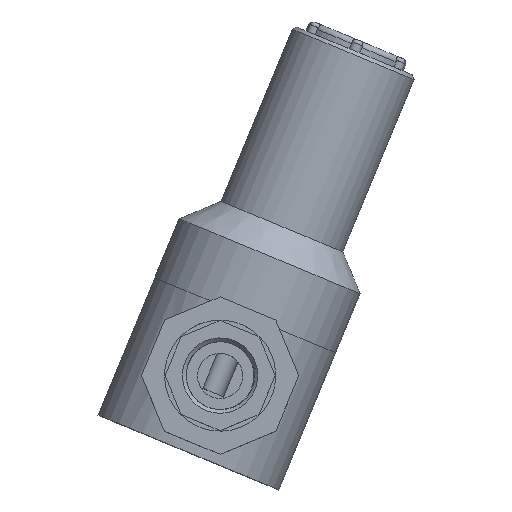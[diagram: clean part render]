
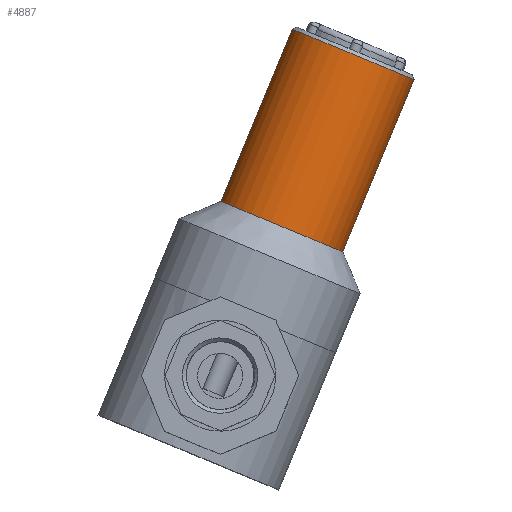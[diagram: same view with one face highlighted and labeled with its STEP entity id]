
A CAD part, top view. The second image highlights one B-rep face of the part: STEP entity #4887.
In plain terms, the highlighted cylindrical face has radius 17.5 mm (diameter 35 mm), a full revolution.
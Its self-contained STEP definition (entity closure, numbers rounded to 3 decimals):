
#171 = EDGE_LOOP ( 'NONE', ( #2921 ) ) ;
#299 = CARTESIAN_POINT ( 'NONE',  ( -22.915, 18.337, 17.5 ) ) ;
#307 = DIRECTION ( 'NONE',  ( -1., 0., 0. ) ) ;
#346 = AXIS2_PLACEMENT_3D ( 'NONE', #14402, #3032, #13161 ) ;
#1122 = AXIS2_PLACEMENT_3D ( 'NONE', #15498, #5688, #307 ) ;
#1238 = EDGE_CURVE ( 'NONE', #6687, #6687, #10687, .T. ) ;
#2921 = ORIENTED_EDGE ( 'NONE', *, *, #1238, .T. ) ;
#3032 = DIRECTION ( 'NONE',  ( 0., -1., 0. ) ) ;
#3044 = CYLINDRICAL_SURFACE ( 'NONE', #1122, 17.5 ) ;
#4277 = VERTEX_POINT ( 'NONE', #6767 ) ;
#4887 = ADVANCED_FACE ( 'NONE', ( #14251, #11693 ), #3044, .T. ) ;
#5688 = DIRECTION ( 'NONE',  ( 0., 1., 0. ) ) ;
#6535 = AXIS2_PLACEMENT_3D ( 'NONE', #6727, #15610, #11801 ) ;
#6687 = VERTEX_POINT ( 'NONE', #299 ) ;
#6727 = CARTESIAN_POINT ( 'NONE',  ( -22.915, -31.163, 0. ) ) ;
#6767 = CARTESIAN_POINT ( 'NONE',  ( -40.415, -31.163, 0. ) ) ;
#7059 = CIRCLE ( 'NONE', #6535, 17.5 ) ;
#8432 = EDGE_CURVE ( 'NONE', #4277, #4277, #7059, .T. ) ;
#10687 = CIRCLE ( 'NONE', #346, 17.5 ) ;
#11255 = ORIENTED_EDGE ( 'NONE', *, *, #8432, .T. ) ;
#11693 = FACE_OUTER_BOUND ( 'NONE', #15826, .T. ) ;
#11801 = DIRECTION ( 'NONE',  ( -1., 0., 0. ) ) ;
#13161 = DIRECTION ( 'NONE',  ( 0., 0., 1. ) ) ;
#14251 = FACE_OUTER_BOUND ( 'NONE', #171, .T. ) ;
#14402 = CARTESIAN_POINT ( 'NONE',  ( -22.915, 18.337, 0. ) ) ;
#15498 = CARTESIAN_POINT ( 'NONE',  ( -22.915, 19.337, 0. ) ) ;
#15610 = DIRECTION ( 'NONE',  ( 0., 1., 0. ) ) ;
#15826 = EDGE_LOOP ( 'NONE', ( #11255 ) ) ;
